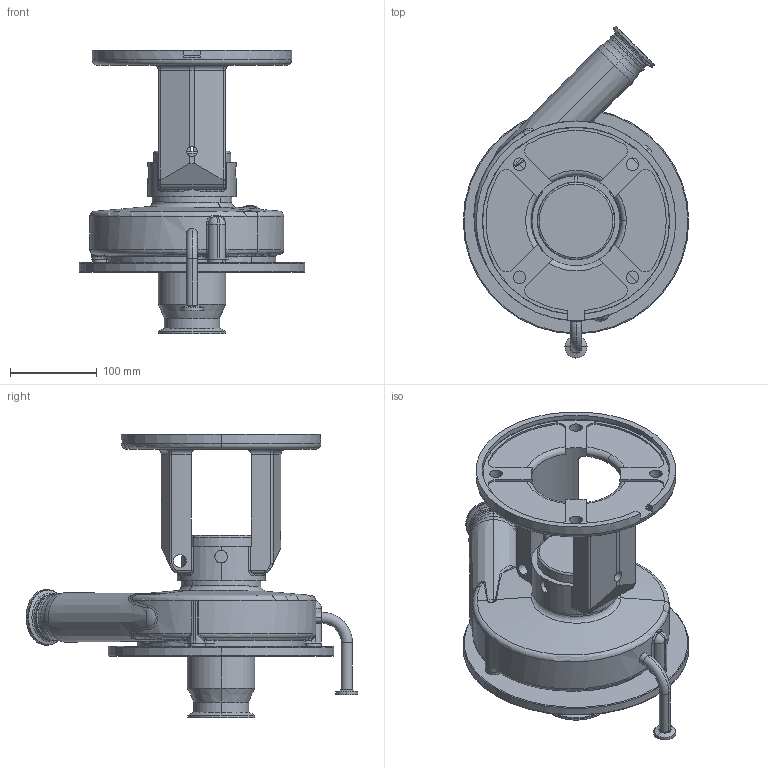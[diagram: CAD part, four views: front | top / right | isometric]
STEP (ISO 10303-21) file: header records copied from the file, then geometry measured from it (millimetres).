
FILE_DESCRIPTION (( 'STEP AP214' ), '1' );
FILE_NAME ('FPR 3531-3532 180-250TC 45L 1-2 IN ELBOW FRONT DRAIN.STEP', '2022-12-21T16:22:02', ( '' ), ( '' ), 'SwSTEP 2.0', 'SolidWorks 2021', '' );
FILE_SCHEMA (( 'AUTOMOTIVE_DESIGN' ));
Length unit declared in the file: millimetre
Products named in the file (1): FPR 3531-3532 180-250TC 45L 1-2 IN ELBOW FRONT DRAIN
Bounding box: 260 x 382.53 x 326.5 mm (x, y, z)
Volume: 3781108.8 mm3; surface area: 464413.4 mm2
Topology: 1 solids, 2 shells, 461 faces, 1169 edges, 702 vertices
Faces by surface type: cylinder 171, torus 98, plane 83, bspline 59, cone 38, sphere 12
Entity records: 19964 total; most frequent: CARTESIAN_POINT 9130, ORIENTED_EDGE 2318, DIRECTION 2306, EDGE_CURVE 1159, AXIS2_PLACEMENT_3D 975, VERTEX_POINT 701, CIRCLE 572, EDGE_LOOP 490
